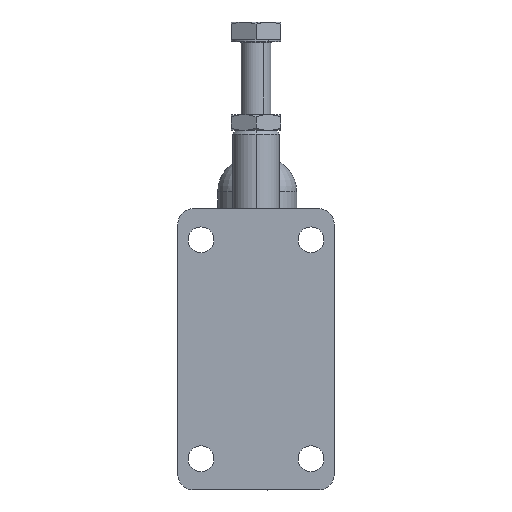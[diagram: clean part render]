
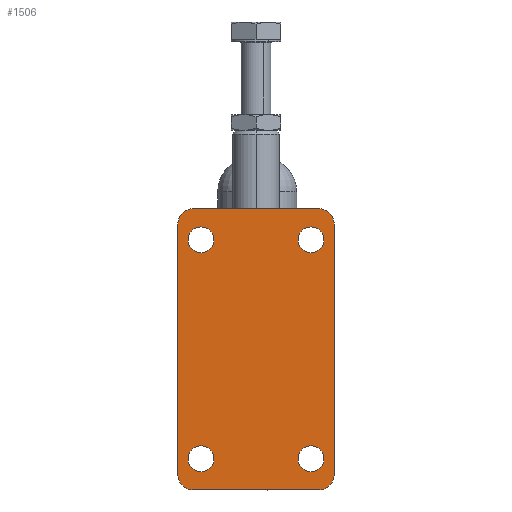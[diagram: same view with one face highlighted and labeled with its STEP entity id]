
A CAD part, front view. The second image highlights one B-rep face of the part: STEP entity #1506.
In plain terms, the highlighted face is planar.
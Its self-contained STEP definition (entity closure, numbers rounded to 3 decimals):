
#338 = CIRCLE ( 'NONE', #18609, 2.616 ) ;
#341 = CIRCLE ( 'NONE', #18617, 2.616 ) ;
#343 = CIRCLE ( 'NONE', #18621, 2.616 ) ;
#345 = CIRCLE ( 'NONE', #18624, 2.616 ) ;
#475 = CIRCLE ( 'NONE', #8294, 3.175 ) ;
#476 = CIRCLE ( 'NONE', #8299, 3.175 ) ;
#477 = CIRCLE ( 'NONE', #8303, 3.175 ) ;
#478 = CIRCLE ( 'NONE', #8308, 3.175 ) ;
#479 = CIRCLE ( 'NONE', #8310, 2.616 ) ;
#480 = CIRCLE ( 'NONE', #8305, 2.616 ) ;
#481 = CIRCLE ( 'NONE', #8293, 2.616 ) ;
#483 = CIRCLE ( 'NONE', #8312, 2.616 ) ;
#1506 = ADVANCED_FACE ( 'NONE', ( #1649, #1651, #1646, #1644, #1642 ), #13090, .F. ) ;
#1642 = FACE_OUTER_BOUND ( 'NONE', #16568, .T. ) ;
#1644 = FACE_BOUND ( 'NONE', #16567, .T. ) ;
#1646 = FACE_BOUND ( 'NONE', #16566, .T. ) ;
#1649 = FACE_BOUND ( 'NONE', #16564, .T. ) ;
#1651 = FACE_BOUND ( 'NONE', #16565, .T. ) ;
#1653 = AXIS2_PLACEMENT_3D ( 'NONE', #13091, #13092, #13093 ) ;
#4227 = CARTESIAN_POINT ( 'NONE',  ( -12.7, -28.575, 0. ) ) ;
#4228 = CARTESIAN_POINT ( 'NONE',  ( -15.875, -25.4, 0. ) ) ;
#4229 = CARTESIAN_POINT ( 'NONE',  ( -15.875, 25.4, 0. ) ) ;
#4230 = CARTESIAN_POINT ( 'NONE',  ( -12.7, 28.575, 0. ) ) ;
#4231 = CARTESIAN_POINT ( 'NONE',  ( 12.7, 28.575, 0. ) ) ;
#4232 = CARTESIAN_POINT ( 'NONE',  ( 15.875, 25.4, 0. ) ) ;
#4233 = CARTESIAN_POINT ( 'NONE',  ( 15.875, -25.4, 0. ) ) ;
#4234 = CARTESIAN_POINT ( 'NONE',  ( 12.7, -28.575, 0. ) ) ;
#8293 = AXIS2_PLACEMENT_3D ( 'NONE', #9273, #9274, #9275 ) ;
#8294 = AXIS2_PLACEMENT_3D ( 'NONE', #9219, #9223, #9224 ) ;
#8297 = VECTOR ( 'NONE', #9231, 1000. ) ;
#8299 = AXIS2_PLACEMENT_3D ( 'NONE', #9225, #9238, #9239 ) ;
#8302 = VECTOR ( 'NONE', #9246, 1000. ) ;
#8303 = AXIS2_PLACEMENT_3D ( 'NONE', #9240, #9250, #9251 ) ;
#8305 = AXIS2_PLACEMENT_3D ( 'NONE', #9270, #9271, #9272 ) ;
#8306 = VECTOR ( 'NONE', #9255, 1000. ) ;
#8308 = AXIS2_PLACEMENT_3D ( 'NONE', #9252, #9262, #9263 ) ;
#8310 = AXIS2_PLACEMENT_3D ( 'NONE', #9264, #9268, #9269 ) ;
#8311 = VECTOR ( 'NONE', #9267, 1000. ) ;
#8312 = AXIS2_PLACEMENT_3D ( 'NONE', #9279, #9280, #9281 ) ;
#9219 = CARTESIAN_POINT ( 'NONE',  ( 12.7, -25.4, 0. ) ) ;
#9223 = DIRECTION ( 'NONE',  ( 0., 0., 1. ) ) ;
#9224 = DIRECTION ( 'NONE',  ( -1., 0., 0. ) ) ;
#9225 = CARTESIAN_POINT ( 'NONE',  ( 12.7, 25.4, 0. ) ) ;
#9229 = LINE ( 'NONE', #9230, #8297 ) ;
#9230 = CARTESIAN_POINT ( 'NONE',  ( 15.875, 0., 0. ) ) ;
#9231 = DIRECTION ( 'NONE',  ( 0., 1., 0. ) ) ;
#9238 = DIRECTION ( 'NONE',  ( 0., 0., 1. ) ) ;
#9239 = DIRECTION ( 'NONE',  ( -1., 0., 0. ) ) ;
#9240 = CARTESIAN_POINT ( 'NONE',  ( -12.7, 25.4, 0. ) ) ;
#9244 = LINE ( 'NONE', #9245, #8302 ) ;
#9245 = CARTESIAN_POINT ( 'NONE',  ( 0., 28.575, 0. ) ) ;
#9246 = DIRECTION ( 'NONE',  ( -1., 0., 0. ) ) ;
#9250 = DIRECTION ( 'NONE',  ( 0., 0., 1. ) ) ;
#9251 = DIRECTION ( 'NONE',  ( -1., 0., 0. ) ) ;
#9252 = CARTESIAN_POINT ( 'NONE',  ( -12.7, -25.4, 0. ) ) ;
#9253 = LINE ( 'NONE', #9254, #8306 ) ;
#9254 = CARTESIAN_POINT ( 'NONE',  ( -15.875, 0., 0. ) ) ;
#9255 = DIRECTION ( 'NONE',  ( 0., -1., 0. ) ) ;
#9262 = DIRECTION ( 'NONE',  ( 0., 0., 1. ) ) ;
#9263 = DIRECTION ( 'NONE',  ( -1., 0., 0. ) ) ;
#9264 = CARTESIAN_POINT ( 'NONE',  ( 11.176, 22.225, 0. ) ) ;
#9265 = LINE ( 'NONE', #9266, #8311 ) ;
#9266 = CARTESIAN_POINT ( 'NONE',  ( 0., -28.575, 0. ) ) ;
#9267 = DIRECTION ( 'NONE',  ( 1., 0., 0. ) ) ;
#9268 = DIRECTION ( 'NONE',  ( 0., 0., -1. ) ) ;
#9269 = DIRECTION ( 'NONE',  ( 1., 0., 0. ) ) ;
#9270 = CARTESIAN_POINT ( 'NONE',  ( -11.176, -22.225, 0. ) ) ;
#9271 = DIRECTION ( 'NONE',  ( 0., 0., -1. ) ) ;
#9272 = DIRECTION ( 'NONE',  ( 1., 0., 0. ) ) ;
#9273 = CARTESIAN_POINT ( 'NONE',  ( 11.176, -22.225, 0. ) ) ;
#9274 = DIRECTION ( 'NONE',  ( 0., 0., -1. ) ) ;
#9275 = DIRECTION ( 'NONE',  ( 1., 0., 0. ) ) ;
#9279 = CARTESIAN_POINT ( 'NONE',  ( -11.176, 22.225, 0. ) ) ;
#9280 = DIRECTION ( 'NONE',  ( 0., 0., -1. ) ) ;
#9281 = DIRECTION ( 'NONE',  ( 1., 0., 0. ) ) ;
#10034 = VERTEX_POINT ( 'NONE', #4227 ) ;
#10035 = VERTEX_POINT ( 'NONE', #4228 ) ;
#10036 = VERTEX_POINT ( 'NONE', #4229 ) ;
#10037 = VERTEX_POINT ( 'NONE', #4230 ) ;
#10038 = VERTEX_POINT ( 'NONE', #4231 ) ;
#10039 = VERTEX_POINT ( 'NONE', #4232 ) ;
#10040 = VERTEX_POINT ( 'NONE', #4233 ) ;
#10041 = VERTEX_POINT ( 'NONE', #4234 ) ;
#10169 = VERTEX_POINT ( 'NONE', #13891 ) ;
#10170 = VERTEX_POINT ( 'NONE', #13892 ) ;
#10173 = VERTEX_POINT ( 'NONE', #13895 ) ;
#10174 = VERTEX_POINT ( 'NONE', #13896 ) ;
#10177 = VERTEX_POINT ( 'NONE', #13899 ) ;
#10178 = VERTEX_POINT ( 'NONE', #13900 ) ;
#10183 = VERTEX_POINT ( 'NONE', #13905 ) ;
#10184 = VERTEX_POINT ( 'NONE', #13906 ) ;
#12218 = ORIENTED_EDGE ( 'NONE', *, *, #21086, .F. ) ;
#12219 = ORIENTED_EDGE ( 'NONE', *, *, #20541, .F. ) ;
#12220 = ORIENTED_EDGE ( 'NONE', *, *, #21098, .F. ) ;
#12221 = ORIENTED_EDGE ( 'NONE', *, *, #21096, .F. ) ;
#12222 = ORIENTED_EDGE ( 'NONE', *, *, #20548, .F. ) ;
#12223 = ORIENTED_EDGE ( 'NONE', *, *, #20552, .F. ) ;
#12224 = ORIENTED_EDGE ( 'NONE', *, *, #21095, .F. ) ;
#12225 = ORIENTED_EDGE ( 'NONE', *, *, #20556, .F. ) ;
#12226 = ORIENTED_EDGE ( 'NONE', *, *, #21094, .F. ) ;
#12227 = ORIENTED_EDGE ( 'NONE', *, *, #21092, .F. ) ;
#12228 = ORIENTED_EDGE ( 'NONE', *, *, #21089, .F. ) ;
#12229 = ORIENTED_EDGE ( 'NONE', *, *, #21088, .F. ) ;
#12230 = ORIENTED_EDGE ( 'NONE', *, *, #21084, .F. ) ;
#12231 = ORIENTED_EDGE ( 'NONE', *, *, #21081, .F. ) ;
#12232 = ORIENTED_EDGE ( 'NONE', *, *, #21079, .F. ) ;
#12233 = ORIENTED_EDGE ( 'NONE', *, *, #21093, .F. ) ;
#13090 = PLANE ( 'NONE',  #1653 ) ;
#13091 = CARTESIAN_POINT ( 'NONE',  ( -15.875, 28.575, 0. ) ) ;
#13092 = DIRECTION ( 'NONE',  ( 0., 0., 1. ) ) ;
#13093 = DIRECTION ( 'NONE',  ( 0., -1., 0. ) ) ;
#13891 = CARTESIAN_POINT ( 'NONE',  ( 8.56, 22.225, 0. ) ) ;
#13892 = CARTESIAN_POINT ( 'NONE',  ( 13.792, 22.225, 0. ) ) ;
#13895 = CARTESIAN_POINT ( 'NONE',  ( -13.792, -22.225, 0. ) ) ;
#13896 = CARTESIAN_POINT ( 'NONE',  ( -8.56, -22.225, 0. ) ) ;
#13899 = CARTESIAN_POINT ( 'NONE',  ( 8.56, -22.225, 0. ) ) ;
#13900 = CARTESIAN_POINT ( 'NONE',  ( 13.792, -22.225, 0. ) ) ;
#13905 = CARTESIAN_POINT ( 'NONE',  ( -13.792, 22.225, 0. ) ) ;
#13906 = CARTESIAN_POINT ( 'NONE',  ( -8.56, 22.225, 0. ) ) ;
#15395 = CARTESIAN_POINT ( 'NONE',  ( -11.176, 22.225, 0. ) ) ;
#15399 = DIRECTION ( 'NONE',  ( 0., 0., -1. ) ) ;
#15400 = DIRECTION ( 'NONE',  ( 1., 0., 0. ) ) ;
#15413 = CARTESIAN_POINT ( 'NONE',  ( 11.176, -22.225, 0. ) ) ;
#15420 = DIRECTION ( 'NONE',  ( 0., 0., -1. ) ) ;
#15421 = DIRECTION ( 'NONE',  ( 1., 0., 0. ) ) ;
#15425 = CARTESIAN_POINT ( 'NONE',  ( -11.176, -22.225, 0. ) ) ;
#15432 = DIRECTION ( 'NONE',  ( 0., 0., -1. ) ) ;
#15433 = DIRECTION ( 'NONE',  ( 1., 0., 0. ) ) ;
#15437 = CARTESIAN_POINT ( 'NONE',  ( 11.176, 22.225, 0. ) ) ;
#15444 = DIRECTION ( 'NONE',  ( 0., 0., -1. ) ) ;
#15445 = DIRECTION ( 'NONE',  ( 1., 0., 0. ) ) ;
#16564 = EDGE_LOOP ( 'NONE', ( #12219, #12220 ) ) ;
#16565 = EDGE_LOOP ( 'NONE', ( #12222, #12221 ) ) ;
#16566 = EDGE_LOOP ( 'NONE', ( #12223, #12224 ) ) ;
#16567 = EDGE_LOOP ( 'NONE', ( #12225, #12226 ) ) ;
#16568 = EDGE_LOOP ( 'NONE', ( #12227, #12228, #12229, #12218, #12230, #12231, #12232, #12233 ) ) ;
#18609 = AXIS2_PLACEMENT_3D ( 'NONE', #15395, #15399, #15400 ) ;
#18617 = AXIS2_PLACEMENT_3D ( 'NONE', #15413, #15420, #15421 ) ;
#18621 = AXIS2_PLACEMENT_3D ( 'NONE', #15425, #15432, #15433 ) ;
#18624 = AXIS2_PLACEMENT_3D ( 'NONE', #15437, #15444, #15445 ) ;
#20541 = EDGE_CURVE ( 'NONE', #10184, #10183, #338, .T. ) ;
#20548 = EDGE_CURVE ( 'NONE', #10178, #10177, #341, .T. ) ;
#20552 = EDGE_CURVE ( 'NONE', #10174, #10173, #343, .T. ) ;
#20556 = EDGE_CURVE ( 'NONE', #10170, #10169, #345, .T. ) ;
#21079 = EDGE_CURVE ( 'NONE', #10041, #10040, #475, .T. ) ;
#21081 = EDGE_CURVE ( 'NONE', #10040, #10039, #9229, .T. ) ;
#21084 = EDGE_CURVE ( 'NONE', #10039, #10038, #476, .T. ) ;
#21086 = EDGE_CURVE ( 'NONE', #10038, #10037, #9244, .T. ) ;
#21088 = EDGE_CURVE ( 'NONE', #10037, #10036, #477, .T. ) ;
#21089 = EDGE_CURVE ( 'NONE', #10036, #10035, #9253, .T. ) ;
#21092 = EDGE_CURVE ( 'NONE', #10035, #10034, #478, .T. ) ;
#21093 = EDGE_CURVE ( 'NONE', #10034, #10041, #9265, .T. ) ;
#21094 = EDGE_CURVE ( 'NONE', #10169, #10170, #479, .T. ) ;
#21095 = EDGE_CURVE ( 'NONE', #10173, #10174, #480, .T. ) ;
#21096 = EDGE_CURVE ( 'NONE', #10177, #10178, #481, .T. ) ;
#21098 = EDGE_CURVE ( 'NONE', #10183, #10184, #483, .T. ) ;
